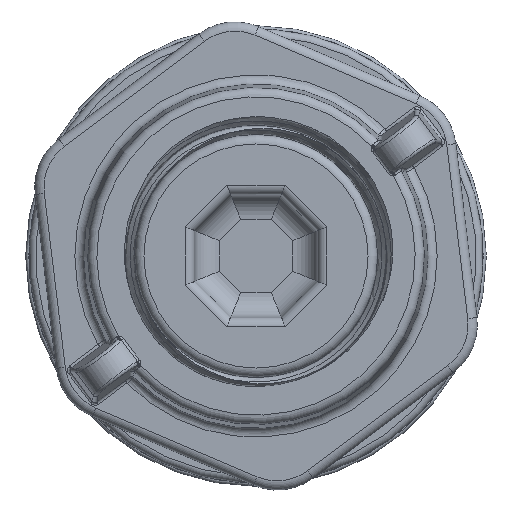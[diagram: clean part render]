
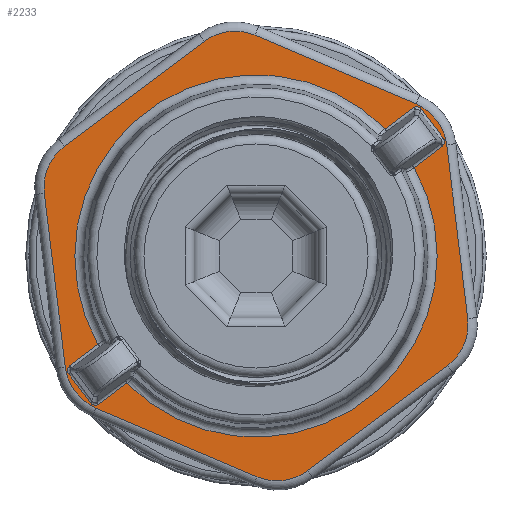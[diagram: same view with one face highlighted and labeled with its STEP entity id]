
A CAD part, front view. The second image highlights one B-rep face of the part: STEP entity #2233.
In plain terms, the highlighted face is planar.
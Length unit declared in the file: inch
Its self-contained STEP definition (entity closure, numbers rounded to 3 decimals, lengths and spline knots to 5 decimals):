
#156=B_SPLINE_CURVE_WITH_KNOTS($,3,(#5013,#5014,#5015,#5016,#5017,#5018,
#5019),.UNSPECIFIED.,.F.,.F.,(4,1,1,1,4),(-0.07237,-0.04132,
-0.02062,-0.01027,0.00008),.UNSPECIFIED.);
#159=B_SPLINE_CURVE_WITH_KNOTS($,3,(#5063,#5064,#5065,#5066,#5067,#5068,
#5069),.UNSPECIFIED.,.F.,.F.,(4,1,1,1,4),(-0.07244,-0.0621,
-0.05175,-0.0414,0.),.UNSPECIFIED.);
#160=B_SPLINE_CURVE_WITH_KNOTS($,3,(#5132,#5133,#5134,#5135,#5136,#5137,
#5138),.UNSPECIFIED.,.F.,.F.,(4,1,1,1,4),(-0.07237,-0.04132,
-0.02062,-0.01027,0.00008),.UNSPECIFIED.);
#161=B_SPLINE_CURVE_WITH_KNOTS($,3,(#5142,#5143,#5144,#5145,#5146,#5147),
 .UNSPECIFIED.,.F.,.F.,(4,1,1,4),(-0.07244,-0.0621,
-0.0414,0.),.UNSPECIFIED.);
#261=LINE($,#4983,#361);
#262=LINE($,#5103,#362);
#263=LINE($,#5107,#363);
#264=LINE($,#5111,#364);
#265=LINE($,#5115,#365);
#266=LINE($,#5119,#366);
#267=LINE($,#5123,#367);
#268=LINE($,#5126,#368);
#269=LINE($,#5130,#369);
#270=LINE($,#5140,#370);
#271=LINE($,#5149,#371);
#272=LINE($,#5152,#372);
#361=VECTOR($,#2824,0.11768);
#362=VECTOR($,#2833,0.57042);
#363=VECTOR($,#2836,0.57042);
#364=VECTOR($,#2839,0.57042);
#365=VECTOR($,#2842,0.57042);
#366=VECTOR($,#2845,0.57042);
#367=VECTOR($,#2848,0.57042);
#368=VECTOR($,#2851,0.11604);
#369=VECTOR($,#2854,0.11604);
#370=VECTOR($,#2855,0.11768);
#371=VECTOR($,#2856,0.11604);
#372=VECTOR($,#2859,0.11604);
#429=PLANE($,#2431);
#507=FACE_BOUND($,#737,.T.);
#573=FACE_OUTER_BOUND($,#736,.T.);
#736=EDGE_LOOP($,(#1735,#1736,#1737,#1738,#1739,#1740,#1741,#1742,#1743,
#1744,#1745,#1746));
#737=EDGE_LOOP($,(#1747,#1748,#1749,#1750,#1751,#1752,#1753,#1754,#1755,
#1756,#1757,#1758));
#865=CIRCLE($,#2432,0.166);
#866=CIRCLE($,#2433,0.166);
#867=CIRCLE($,#2434,0.166);
#868=CIRCLE($,#2435,0.166);
#869=CIRCLE($,#2436,0.166);
#870=CIRCLE($,#2437,0.166);
#871=CIRCLE($,#2438,0.58999);
#872=CIRCLE($,#2439,0.58999);
#1032=VERTEX_POINT($,#4976);
#1035=VERTEX_POINT($,#4981);
#1036=VERTEX_POINT($,#5012);
#1037=VERTEX_POINT($,#5055);
#1040=VERTEX_POINT($,#5101);
#1041=VERTEX_POINT($,#5102);
#1042=VERTEX_POINT($,#5104);
#1043=VERTEX_POINT($,#5106);
#1044=VERTEX_POINT($,#5108);
#1045=VERTEX_POINT($,#5110);
#1046=VERTEX_POINT($,#5112);
#1047=VERTEX_POINT($,#5114);
#1048=VERTEX_POINT($,#5116);
#1049=VERTEX_POINT($,#5118);
#1050=VERTEX_POINT($,#5120);
#1051=VERTEX_POINT($,#5122);
#1052=VERTEX_POINT($,#5125);
#1053=VERTEX_POINT($,#5127);
#1054=VERTEX_POINT($,#5129);
#1055=VERTEX_POINT($,#5131);
#1056=VERTEX_POINT($,#5139);
#1057=VERTEX_POINT($,#5141);
#1058=VERTEX_POINT($,#5148);
#1059=VERTEX_POINT($,#5150);
#1282=EDGE_CURVE($,#1035,#1032,#261,.T.);
#1283=EDGE_CURVE($,#1032,#1036,#156,.T.);
#1286=EDGE_CURVE($,#1037,#1035,#159,.T.);
#1290=EDGE_CURVE($,#1040,#1041,#262,.T.);
#1291=EDGE_CURVE($,#1042,#1040,#865,.T.);
#1292=EDGE_CURVE($,#1043,#1042,#263,.T.);
#1293=EDGE_CURVE($,#1044,#1043,#866,.T.);
#1294=EDGE_CURVE($,#1045,#1044,#264,.T.);
#1295=EDGE_CURVE($,#1046,#1045,#867,.T.);
#1296=EDGE_CURVE($,#1047,#1046,#265,.T.);
#1297=EDGE_CURVE($,#1048,#1047,#868,.T.);
#1298=EDGE_CURVE($,#1049,#1048,#266,.T.);
#1299=EDGE_CURVE($,#1050,#1049,#869,.T.);
#1300=EDGE_CURVE($,#1051,#1050,#267,.T.);
#1301=EDGE_CURVE($,#1041,#1051,#870,.T.);
#1302=EDGE_CURVE($,#1052,#1037,#268,.T.);
#1303=EDGE_CURVE($,#1053,#1052,#871,.T.);
#1304=EDGE_CURVE($,#1054,#1053,#269,.T.);
#1305=EDGE_CURVE($,#1055,#1054,#160,.T.);
#1306=EDGE_CURVE($,#1056,#1055,#270,.T.);
#1307=EDGE_CURVE($,#1057,#1056,#161,.T.);
#1308=EDGE_CURVE($,#1058,#1057,#271,.T.);
#1309=EDGE_CURVE($,#1059,#1058,#872,.T.);
#1310=EDGE_CURVE($,#1036,#1059,#272,.T.);
#1735=ORIENTED_EDGE($,*,*,#1290,.F.);
#1736=ORIENTED_EDGE($,*,*,#1291,.F.);
#1737=ORIENTED_EDGE($,*,*,#1292,.F.);
#1738=ORIENTED_EDGE($,*,*,#1293,.F.);
#1739=ORIENTED_EDGE($,*,*,#1294,.F.);
#1740=ORIENTED_EDGE($,*,*,#1295,.F.);
#1741=ORIENTED_EDGE($,*,*,#1296,.F.);
#1742=ORIENTED_EDGE($,*,*,#1297,.F.);
#1743=ORIENTED_EDGE($,*,*,#1298,.F.);
#1744=ORIENTED_EDGE($,*,*,#1299,.F.);
#1745=ORIENTED_EDGE($,*,*,#1300,.F.);
#1746=ORIENTED_EDGE($,*,*,#1301,.F.);
#1747=ORIENTED_EDGE($,*,*,#1283,.F.);
#1748=ORIENTED_EDGE($,*,*,#1282,.F.);
#1749=ORIENTED_EDGE($,*,*,#1286,.F.);
#1750=ORIENTED_EDGE($,*,*,#1302,.F.);
#1751=ORIENTED_EDGE($,*,*,#1303,.F.);
#1752=ORIENTED_EDGE($,*,*,#1304,.F.);
#1753=ORIENTED_EDGE($,*,*,#1305,.F.);
#1754=ORIENTED_EDGE($,*,*,#1306,.F.);
#1755=ORIENTED_EDGE($,*,*,#1307,.F.);
#1756=ORIENTED_EDGE($,*,*,#1308,.F.);
#1757=ORIENTED_EDGE($,*,*,#1309,.F.);
#1758=ORIENTED_EDGE($,*,*,#1310,.F.);
#2233=ADVANCED_FACE($,(#573,#507),#429,.T.);
#2431=AXIS2_PLACEMENT_3D($,#5100,#2831,#2832);
#2432=AXIS2_PLACEMENT_3D($,#5105,#2834,#2835);
#2433=AXIS2_PLACEMENT_3D($,#5109,#2837,#2838);
#2434=AXIS2_PLACEMENT_3D($,#5113,#2840,#2841);
#2435=AXIS2_PLACEMENT_3D($,#5117,#2843,#2844);
#2436=AXIS2_PLACEMENT_3D($,#5121,#2846,#2847);
#2437=AXIS2_PLACEMENT_3D($,#5124,#2849,#2850);
#2438=AXIS2_PLACEMENT_3D($,#5128,#2852,#2853);
#2439=AXIS2_PLACEMENT_3D($,#5151,#2857,#2858);
#2824=DIRECTION($,(0.,1.,0.));
#2831=DIRECTION('center_axis',(0.,0.,1.));
#2832=DIRECTION('ref_axis',(1.,0.,0.));
#2833=DIRECTION($,(-0.5,0.866,0.));
#2834=DIRECTION('center_axis',(0.,0.,-1.));
#2835=DIRECTION('ref_axis',(-0.5,-0.866,0.));
#2836=DIRECTION($,(-1.,0.,0.));
#2837=DIRECTION('center_axis',(0.,0.,-1.));
#2838=DIRECTION('ref_axis',(0.5,-0.866,0.));
#2839=DIRECTION($,(-0.5,-0.866,0.));
#2840=DIRECTION('center_axis',(0.,0.,-1.));
#2841=DIRECTION('ref_axis',(1.,0.,0.));
#2842=DIRECTION($,(0.5,-0.866,0.));
#2843=DIRECTION('center_axis',(0.,0.,-1.));
#2844=DIRECTION('ref_axis',(0.5,0.866,0.));
#2845=DIRECTION($,(1.,0.,0.));
#2846=DIRECTION('center_axis',(0.,0.,-1.));
#2847=DIRECTION('ref_axis',(-0.5,0.866,0.));
#2848=DIRECTION($,(0.5,0.866,0.));
#2849=DIRECTION('center_axis',(0.,0.,-1.));
#2850=DIRECTION('ref_axis',(-1.,0.,0.));
#2851=DIRECTION($,(1.,0.,0.));
#2852=DIRECTION('center_axis',(0.,0.,1.));
#2853=DIRECTION('ref_axis',(-1.,0.,0.));
#2854=DIRECTION($,(1.,0.,0.));
#2855=DIRECTION($,(0.,-1.,0.));
#2856=DIRECTION($,(-1.,0.,0.));
#2857=DIRECTION('center_axis',(0.,0.,1.));
#2858=DIRECTION('ref_axis',(-1.,0.,0.));
#2859=DIRECTION($,(-1.,0.,0.));
#4976=CARTESIAN_POINT('',(0.71817,0.05884,0.12));
#4981=CARTESIAN_POINT('',(0.71817,-0.05884,0.12));
#4983=CARTESIAN_POINT($,(0.71817,-0.05884,0.12));
#5012=CARTESIAN_POINT('',(0.70076,0.07866,0.12));
#5013=CARTESIAN_POINT('Ctrl Pts',(0.71817,0.05884,0.12));
#5014=CARTESIAN_POINT('Ctrl Pts',(0.71817,0.06292,0.12));
#5015=CARTESIAN_POINT('Ctrl Pts',(0.7159,0.06976,0.12));
#5016=CARTESIAN_POINT('Ctrl Pts',(0.70966,0.0753,0.12));
#5017=CARTESIAN_POINT('Ctrl Pts',(0.70471,0.07763,0.12));
#5018=CARTESIAN_POINT('Ctrl Pts',(0.70208,0.07836,0.12));
#5019=CARTESIAN_POINT('Ctrl Pts',(0.70076,0.07866,0.12));
#5055=CARTESIAN_POINT('',(0.70076,-0.07866,0.12));
#5063=CARTESIAN_POINT('Ctrl Pts',(0.70076,-0.07866,
0.12));
#5064=CARTESIAN_POINT('Ctrl Pts',(0.70208,-0.07836,
0.12));
#5065=CARTESIAN_POINT('Ctrl Pts',(0.70471,-0.07763,
0.12));
#5066=CARTESIAN_POINT('Ctrl Pts',(0.70842,-0.07588,0.12));
#5067=CARTESIAN_POINT('Ctrl Pts',(0.71509,-0.07106,
0.12));
#5068=CARTESIAN_POINT('Ctrl Pts',(0.71817,-0.06427,
0.12));
#5069=CARTESIAN_POINT('Ctrl Pts',(0.71817,-0.05884,
0.12));
#5100=CARTESIAN_POINT('Origin',(0.,0.,0.12));
#5101=CARTESIAN_POINT('',(-0.42897,-0.577,0.12));
#5102=CARTESIAN_POINT('',(-0.71418,-0.083,0.12));
#5103=CARTESIAN_POINT($,(-0.42897,-0.577,0.12));
#5104=CARTESIAN_POINT('',(-0.28521,-0.66,0.12));
#5105=CARTESIAN_POINT('Origin',(-0.28521,-0.494,0.12));
#5106=CARTESIAN_POINT('',(0.28521,-0.66,0.12));
#5107=CARTESIAN_POINT($,(0.28521,-0.66,0.12));
#5108=CARTESIAN_POINT('',(0.42897,-0.577,0.12));
#5109=CARTESIAN_POINT('Origin',(0.28521,-0.494,0.12));
#5110=CARTESIAN_POINT('',(0.71418,-0.083,0.12));
#5111=CARTESIAN_POINT($,(0.71418,-0.083,0.12));
#5112=CARTESIAN_POINT('',(0.71418,0.083,0.12));
#5113=CARTESIAN_POINT('Origin',(0.57042,0.,0.12));
#5114=CARTESIAN_POINT('',(0.42897,0.577,0.12));
#5115=CARTESIAN_POINT($,(0.42897,0.577,0.12));
#5116=CARTESIAN_POINT('',(0.28521,0.66,0.12));
#5117=CARTESIAN_POINT('Origin',(0.28521,0.494,0.12));
#5118=CARTESIAN_POINT('',(-0.28521,0.66,0.12));
#5119=CARTESIAN_POINT($,(-0.28521,0.66,0.12));
#5120=CARTESIAN_POINT('',(-0.42897,0.577,0.12));
#5121=CARTESIAN_POINT('Origin',(-0.28521,0.494,0.12));
#5122=CARTESIAN_POINT('',(-0.71418,0.083,0.12));
#5123=CARTESIAN_POINT($,(-0.71418,0.083,0.12));
#5124=CARTESIAN_POINT('Origin',(-0.57042,0.,0.12));
#5125=CARTESIAN_POINT('',(0.58472,-0.07866,0.12));
#5126=CARTESIAN_POINT($,(0.58472,-0.07866,0.12));
#5127=CARTESIAN_POINT('',(-0.58472,-0.07866,0.12));
#5128=CARTESIAN_POINT('Origin',(0.,0.,0.12));
#5129=CARTESIAN_POINT('',(-0.70076,-0.07866,0.12));
#5130=CARTESIAN_POINT($,(-0.70076,-0.07866,0.12));
#5131=CARTESIAN_POINT('',(-0.71817,-0.05884,0.12));
#5132=CARTESIAN_POINT('Ctrl Pts',(-0.71817,-0.05884,
0.12));
#5133=CARTESIAN_POINT('Ctrl Pts',(-0.71817,-0.06292,
0.12));
#5134=CARTESIAN_POINT('Ctrl Pts',(-0.7159,-0.06976,
0.12));
#5135=CARTESIAN_POINT('Ctrl Pts',(-0.70966,-0.0753,
0.12));
#5136=CARTESIAN_POINT('Ctrl Pts',(-0.70471,-0.07763,
0.12));
#5137=CARTESIAN_POINT('Ctrl Pts',(-0.70208,-0.07836,
0.12));
#5138=CARTESIAN_POINT('Ctrl Pts',(-0.70076,-0.07866,
0.12));
#5139=CARTESIAN_POINT('',(-0.71817,0.05884,0.12));
#5140=CARTESIAN_POINT($,(-0.71817,0.05884,0.12));
#5141=CARTESIAN_POINT('',(-0.70076,0.07866,0.12));
#5142=CARTESIAN_POINT('Ctrl Pts',(-0.70076,0.07866,
0.12));
#5143=CARTESIAN_POINT('Ctrl Pts',(-0.70208,0.07836,
0.12));
#5144=CARTESIAN_POINT('Ctrl Pts',(-0.70601,0.07726,0.12));
#5145=CARTESIAN_POINT('Ctrl Pts',(-0.71445,0.07241,
0.12));
#5146=CARTESIAN_POINT('Ctrl Pts',(-0.71817,0.06427,
0.12));
#5147=CARTESIAN_POINT('Ctrl Pts',(-0.71817,0.05884,
0.12));
#5148=CARTESIAN_POINT('',(-0.58472,0.07866,0.12));
#5149=CARTESIAN_POINT($,(-0.58472,0.07866,0.12));
#5150=CARTESIAN_POINT('',(0.58472,0.07866,0.12));
#5151=CARTESIAN_POINT('Origin',(0.,0.,0.12));
#5152=CARTESIAN_POINT($,(0.70076,0.07866,0.12));
